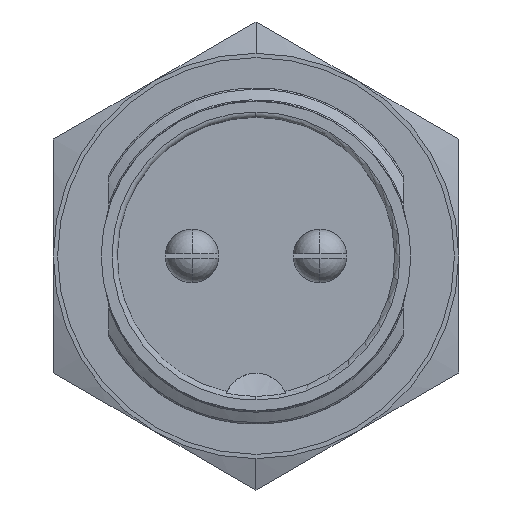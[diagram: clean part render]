
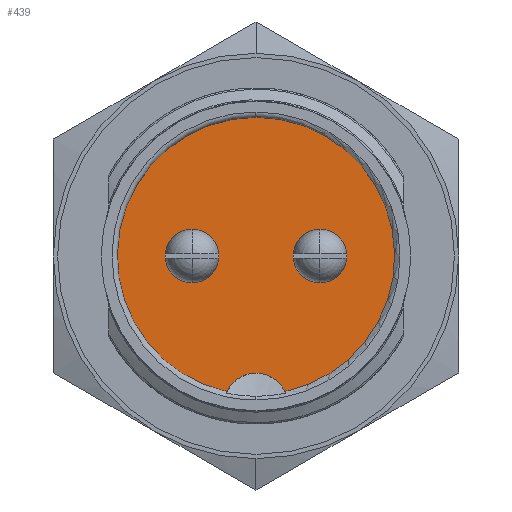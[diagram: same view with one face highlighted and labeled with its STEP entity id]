
A CAD part, left-side view. The second image highlights one B-rep face of the part: STEP entity #439.
In plain terms, the highlighted planar face has unit normal (-1, 0, 0).
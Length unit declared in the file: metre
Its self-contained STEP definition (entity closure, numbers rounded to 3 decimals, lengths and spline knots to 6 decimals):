
#439=ADVANCED_FACE('238:436',(#906,#907,#908),#909,.T.);
#906=FACE_BOUND('',#8971,.T.);
#907=FACE_OUTER_BOUND('',#8972,.T.);
#908=FACE_BOUND('',#8973,.T.);
#909=PLANE('',#8974);
#8971=EDGE_LOOP('',(#10322,#10323));
#8972=EDGE_LOOP('',(#10324,#10325,#10326,#10327));
#8973=EDGE_LOOP('',(#10328,#10329));
#8974=AXIS2_PLACEMENT_3D('',#10330,#10331,#10332);
#10322=ORIENTED_EDGE('',*,*,#11129,.F.);
#10323=ORIENTED_EDGE('',*,*,#11122,.F.);
#10324=ORIENTED_EDGE('',*,*,#11114,.T.);
#10325=ORIENTED_EDGE('',*,*,#11132,.T.);
#10326=ORIENTED_EDGE('',*,*,#11110,.F.);
#10327=ORIENTED_EDGE('',*,*,#11133,.F.);
#10328=ORIENTED_EDGE('',*,*,#11127,.F.);
#10329=ORIENTED_EDGE('',*,*,#11126,.F.);
#10330=CARTESIAN_POINT('',(0.036933,0.07049,-0.007));
#10331=DIRECTION('',(-1.0,0.,0.));
#10332=DIRECTION('',(0.,0.,1.0));
#11110=EDGE_CURVE('238:466',#11992,#11995,#11996,.T.);
#11114=EDGE_CURVE('238:463',#12003,#12000,#12004,.T.);
#11122=EDGE_CURVE('238:454',#12017,#12013,#12019,.T.);
#11126=EDGE_CURVE('238:448',#12025,#12021,#12027,.T.);
#11127=EDGE_CURVE('238:448',#12021,#12025,#12028,.T.);
#11129=EDGE_CURVE('238:454',#12013,#12017,#12030,.T.);
#11132=EDGE_CURVE('238:463',#12000,#11995,#12033,.T.);
#11133=EDGE_CURVE('238:466',#12003,#11992,#12034,.T.);
#11992=VERTEX_POINT('',#31610);
#11995=VERTEX_POINT('',#31614);
#11996=CIRCLE('',#31615,0.0015);
#12000=VERTEX_POINT('',#31620);
#12003=VERTEX_POINT('',#31624);
#12004=CIRCLE('',#31625,0.0065);
#12013=VERTEX_POINT('',#31636);
#12017=VERTEX_POINT('',#31641);
#12019=CIRCLE('',#31644,0.00125);
#12021=VERTEX_POINT('',#31646);
#12025=VERTEX_POINT('',#31651);
#12027=CIRCLE('',#31654,0.00125);
#12028=CIRCLE('',#31655,0.00125);
#12030=CIRCLE('',#31657,0.00125);
#12033=CIRCLE('',#31660,0.0065);
#12034=CIRCLE('',#31661,0.0015);
#31610=CARTESIAN_POINT('',(0.036933,0.07049,-0.0055));
#31614=CARTESIAN_POINT('',(0.036933,0.071845,-0.006357));
#31615=AXIS2_PLACEMENT_3D('',#32425,#32426,#32427);
#31620=CARTESIAN_POINT('',(0.036933,0.07049,0.0065));
#31624=CARTESIAN_POINT('',(0.036933,0.069135,-0.006357));
#31625=AXIS2_PLACEMENT_3D('',#32433,#32434,#32435);
#31636=CARTESIAN_POINT('',(0.036933,0.06749,-0.00125));
#31641=CARTESIAN_POINT('',(0.036933,0.06749,0.00125));
#31644=AXIS2_PLACEMENT_3D('',#32449,#32450,#32451);
#31646=CARTESIAN_POINT('',(0.036933,0.07349,-0.00125));
#31651=CARTESIAN_POINT('',(0.036933,0.07349,0.00125));
#31654=AXIS2_PLACEMENT_3D('',#32457,#32458,#32459);
#31655=AXIS2_PLACEMENT_3D('',#32460,#32461,#32462);
#31657=AXIS2_PLACEMENT_3D('',#32466,#32467,#32468);
#31660=AXIS2_PLACEMENT_3D('',#32475,#32476,#32477);
#31661=AXIS2_PLACEMENT_3D('',#32478,#32479,#32480);
#32425=CARTESIAN_POINT('',(0.036933,0.07049,-0.007));
#32426=DIRECTION('',(-1.0,0.,0.));
#32427=DIRECTION('',(0.,0.,1.0));
#32433=CARTESIAN_POINT('',(0.036933,0.07049,0.));
#32434=DIRECTION('',(-1.0,0.,0.));
#32435=DIRECTION('',(0.,0.,1.0));
#32449=CARTESIAN_POINT('',(0.036933,0.06749,0.));
#32450=DIRECTION('',(-1.0,0.,0.));
#32451=DIRECTION('',(0.,0.,1.0));
#32457=CARTESIAN_POINT('',(0.036933,0.07349,0.));
#32458=DIRECTION('',(-1.0,0.,0.));
#32459=DIRECTION('',(0.,0.,1.0));
#32460=CARTESIAN_POINT('',(0.036933,0.07349,0.));
#32461=DIRECTION('',(-1.0,0.,0.));
#32462=DIRECTION('',(0.,0.,1.0));
#32466=CARTESIAN_POINT('',(0.036933,0.06749,0.));
#32467=DIRECTION('',(-1.0,0.,0.));
#32468=DIRECTION('',(0.,0.,1.0));
#32475=CARTESIAN_POINT('',(0.036933,0.07049,0.));
#32476=DIRECTION('',(-1.0,0.,0.));
#32477=DIRECTION('',(0.,0.,1.0));
#32478=CARTESIAN_POINT('',(0.036933,0.07049,-0.007));
#32479=DIRECTION('',(-1.0,0.,0.));
#32480=DIRECTION('',(0.,0.,1.0));
